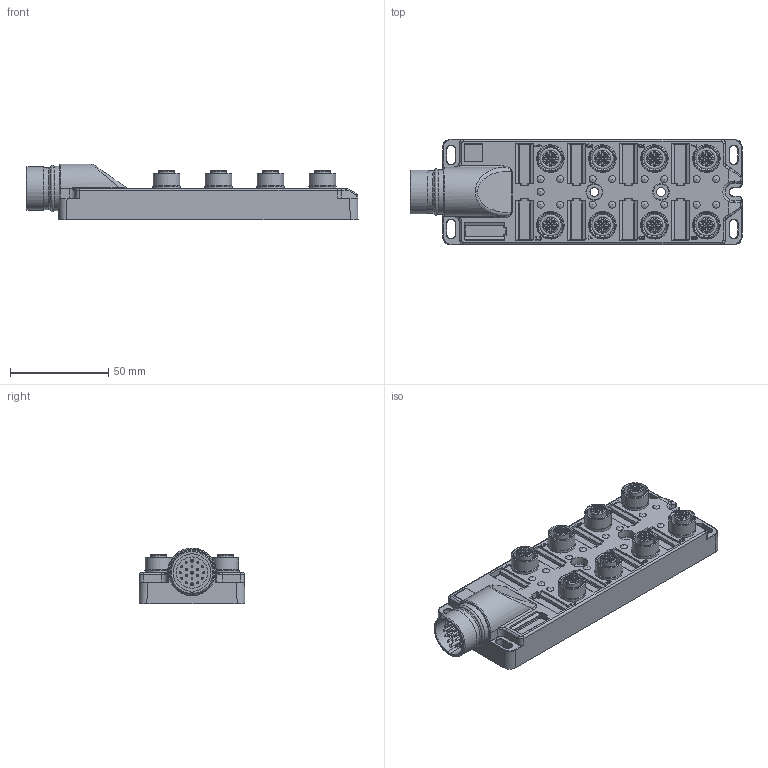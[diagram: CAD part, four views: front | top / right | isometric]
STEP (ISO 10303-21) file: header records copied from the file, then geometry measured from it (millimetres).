
FILE_DESCRIPTION(/* description */ (''),/* implementation_level */ '2;1');
FILE_NAME(/* name */ '8045649.stp',/* time_stamp */ '2016-08-05T09:58:46+02:00',/* author */ (''),/* organization */ (''),/* preprocessor_version */ 'ST-DEVELOPER v16',/* originating_system */ 'SIEMENS PLM Software NX 10.0',/* authorisation */ '');
FILE_SCHEMA (('AUTOMOTIVE_DESIGN { 1 0 10303 214 3 1 1 1 }'));
Products named in the file (1): 8045649_stp
Bounding box: 169.22 x 53.96 x 28.5 mm (x, y, z)
Volume: 137123.7 mm3; surface area: 38745 mm2
Topology: 1 solids, 8 shells, 1718 faces, 4128 edges, 2642 vertices
Faces by surface type: cylinder 738, plane 578, bspline 234, cone 59, extrusion 48, torus 40, sphere 21
Full cylindrical faces by diameter (mm): 0.999 x16, 1 x16, 1.15 x40, 1.5 x43, 1.6 x5, 1.73 x45, 11.1 x8, 12.2 x8, 13.6 x8, 14 x8, 15.9 x1, 20 x1, 21 x2, 21.5 x1, 22.35 x1, 22.8 x2
Entity records: 58768 total; most frequent: CARTESIAN_POINT 22448, ORIENTED_EDGE 7246, DIRECTION 7180, EDGE_CURVE 3623, AXIS2_PLACEMENT_3D 2832, VERTEX_POINT 2472, EDGE_LOOP 2307, ADVANCED_FACE 1718
